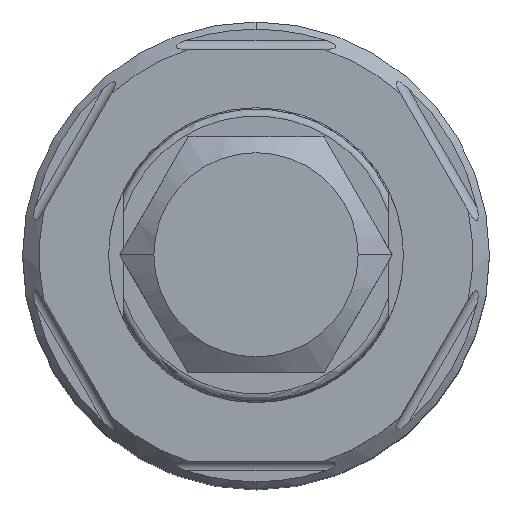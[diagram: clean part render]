
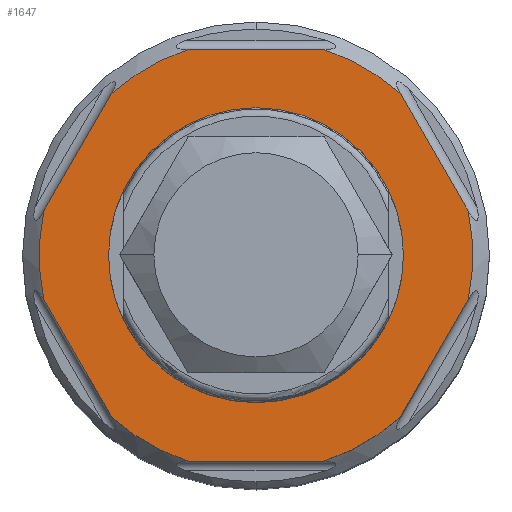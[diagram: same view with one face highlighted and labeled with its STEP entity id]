
A CAD part, top view. The second image highlights one B-rep face of the part: STEP entity #1647.
In plain terms, the highlighted planar face has unit normal (0, 0, 1).
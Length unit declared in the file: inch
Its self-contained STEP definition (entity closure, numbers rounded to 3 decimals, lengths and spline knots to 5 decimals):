
#438=CARTESIAN_POINT('',(0.,0.,1.678));
#439=DIRECTION('',(0.,0.,1.));
#440=DIRECTION('',(-0.312,0.95,0.));
#441=AXIS2_PLACEMENT_3D('',#438,#439,#440);
#443=DIRECTION('',(1.,0.,0.));
#444=VECTOR('',#443,0.28711);
#445=CARTESIAN_POINT('',(-0.14355,0.4365,1.678));
#446=LINE('',#445,#444);
#447=CARTESIAN_POINT('',(0.,0.,1.678));
#448=DIRECTION('',(0.,0.,1.));
#449=DIRECTION('',(0.666,0.746,0.));
#450=AXIS2_PLACEMENT_3D('',#447,#448,#449);
#452=DIRECTION('',(-0.5,0.866,0.));
#453=VECTOR('',#452,0.28711);
#454=CARTESIAN_POINT('',(0.4498,0.09393,1.678));
#455=LINE('',#454,#453);
#456=CARTESIAN_POINT('',(0.,0.,1.678));
#457=DIRECTION('',(0.,0.,1.));
#458=DIRECTION('',(0.979,-0.204,0.));
#459=AXIS2_PLACEMENT_3D('',#456,#457,#458);
#461=DIRECTION('',(-0.5,-0.866,0.));
#462=VECTOR('',#461,0.28711);
#463=CARTESIAN_POINT('',(0.4498,-0.09393,1.678));
#464=LINE('',#463,#462);
#465=CARTESIAN_POINT('',(0.,0.,1.678));
#466=DIRECTION('',(0.,0.,1.));
#467=DIRECTION('',(0.312,-0.95,0.));
#468=AXIS2_PLACEMENT_3D('',#465,#466,#467);
#470=DIRECTION('',(1.,0.,0.));
#471=VECTOR('',#470,0.28711);
#472=CARTESIAN_POINT('',(-0.14355,-0.4365,1.678));
#473=LINE('',#472,#471);
#474=CARTESIAN_POINT('',(0.,0.,1.678));
#475=DIRECTION('',(0.,0.,1.));
#476=DIRECTION('',(-0.666,-0.746,0.));
#477=AXIS2_PLACEMENT_3D('',#474,#475,#476);
#479=DIRECTION('',(0.5,-0.866,0.));
#480=VECTOR('',#479,0.28711);
#481=CARTESIAN_POINT('',(-0.4498,-0.09393,1.678));
#482=LINE('',#481,#480);
#483=CARTESIAN_POINT('',(0.,0.,1.678));
#484=DIRECTION('',(0.,0.,1.));
#485=DIRECTION('',(-0.979,0.204,0.));
#486=AXIS2_PLACEMENT_3D('',#483,#484,#485);
#488=DIRECTION('',(0.5,0.866,0.));
#489=VECTOR('',#488,0.28711);
#490=CARTESIAN_POINT('',(-0.4498,0.09393,1.678));
#491=LINE('',#490,#489);
#492=CARTESIAN_POINT('',(0.,0.,1.678));
#493=DIRECTION('',(0.,0.,-1.));
#494=DIRECTION('',(0.,1.,0.));
#495=AXIS2_PLACEMENT_3D('',#492,#493,#494);
#497=CARTESIAN_POINT('',(0.,0.,1.678));
#498=DIRECTION('',(0.,0.,-1.));
#499=DIRECTION('',(0.,-1.,0.));
#500=AXIS2_PLACEMENT_3D('',#497,#498,#499);
#1042=CARTESIAN_POINT('',(-0.14355,0.4365,1.678));
#1043=CARTESIAN_POINT('',(-0.30624,0.34257,1.678));
#1044=VERTEX_POINT('',#1042);
#1045=VERTEX_POINT('',#1043);
#1046=CARTESIAN_POINT('',(0.14355,-0.4365,1.678));
#1047=CARTESIAN_POINT('',(0.30624,-0.34257,1.678));
#1048=VERTEX_POINT('',#1046);
#1049=VERTEX_POINT('',#1047);
#1078=CARTESIAN_POINT('',(-0.4498,0.09393,1.678));
#1079=CARTESIAN_POINT('',(-0.4498,-0.09393,1.678));
#1080=VERTEX_POINT('',#1078);
#1081=VERTEX_POINT('',#1079);
#1082=CARTESIAN_POINT('',(-0.30624,-0.34257,1.678));
#1083=CARTESIAN_POINT('',(-0.14355,-0.4365,1.678));
#1084=VERTEX_POINT('',#1082);
#1085=VERTEX_POINT('',#1083);
#1086=CARTESIAN_POINT('',(0.4498,-0.09393,1.678));
#1087=CARTESIAN_POINT('',(0.4498,0.09393,1.678));
#1088=VERTEX_POINT('',#1086);
#1089=VERTEX_POINT('',#1087);
#1090=CARTESIAN_POINT('',(0.30624,0.34257,1.678));
#1091=CARTESIAN_POINT('',(0.14355,0.4365,1.678));
#1092=VERTEX_POINT('',#1090);
#1093=VERTEX_POINT('',#1091);
#1142=CARTESIAN_POINT('',(0.,0.3125,1.678));
#1143=CARTESIAN_POINT('',(0.,-0.3125,1.678));
#1144=VERTEX_POINT('',#1142);
#1145=VERTEX_POINT('',#1143);
#1612=CARTESIAN_POINT('',(0.,0.,1.678));
#1613=DIRECTION('',(0.,0.,1.));
#1614=DIRECTION('',(1.,0.,0.));
#1615=AXIS2_PLACEMENT_3D('',#1612,#1613,#1614);
#1616=PLANE('',#1615);
#1618=ORIENTED_EDGE('',*,*,#1617,.F.);
#1620=ORIENTED_EDGE('',*,*,#1619,.T.);
#1622=ORIENTED_EDGE('',*,*,#1621,.F.);
#1624=ORIENTED_EDGE('',*,*,#1623,.F.);
#1626=ORIENTED_EDGE('',*,*,#1625,.F.);
#1628=ORIENTED_EDGE('',*,*,#1627,.T.);
#1630=ORIENTED_EDGE('',*,*,#1629,.F.);
#1632=ORIENTED_EDGE('',*,*,#1631,.F.);
#1634=ORIENTED_EDGE('',*,*,#1633,.F.);
#1636=ORIENTED_EDGE('',*,*,#1635,.F.);
#1638=ORIENTED_EDGE('',*,*,#1637,.F.);
#1640=ORIENTED_EDGE('',*,*,#1639,.T.);
#1641=EDGE_LOOP('',(#1618,#1620,#1622,#1624,#1626,#1628,#1630,#1632,#1634,#1636,
#1638,#1640));
#1642=FACE_OUTER_BOUND('',#1641,.F.);
#1643=ORIENTED_EDGE('',*,*,#1512,.F.);
#1644=ORIENTED_EDGE('',*,*,#1579,.F.);
#1645=EDGE_LOOP('',(#1643,#1644));
#1646=FACE_BOUND('',#1645,.F.);
#1647=ADVANCED_FACE('',(#1642,#1646),#1616,.T.);
#442=CIRCLE('',#441,0.4595);
#451=CIRCLE('',#450,0.4595);
#460=CIRCLE('',#459,0.4595);
#469=CIRCLE('',#468,0.4595);
#478=CIRCLE('',#477,0.4595);
#487=CIRCLE('',#486,0.4595);
#496=CIRCLE('',#495,0.3125);
#501=CIRCLE('',#500,0.3125);
#1512=EDGE_CURVE('',#1144,#1145,#496,.T.);
#1579=EDGE_CURVE('',#1145,#1144,#501,.T.);
#1617=EDGE_CURVE('',#1044,#1045,#442,.T.);
#1619=EDGE_CURVE('',#1044,#1093,#446,.T.);
#1621=EDGE_CURVE('',#1092,#1093,#451,.T.);
#1623=EDGE_CURVE('',#1089,#1092,#455,.T.);
#1625=EDGE_CURVE('',#1088,#1089,#460,.T.);
#1627=EDGE_CURVE('',#1088,#1049,#464,.T.);
#1629=EDGE_CURVE('',#1048,#1049,#469,.T.);
#1631=EDGE_CURVE('',#1085,#1048,#473,.T.);
#1633=EDGE_CURVE('',#1084,#1085,#478,.T.);
#1635=EDGE_CURVE('',#1081,#1084,#482,.T.);
#1637=EDGE_CURVE('',#1080,#1081,#487,.T.);
#1639=EDGE_CURVE('',#1080,#1045,#491,.T.);
